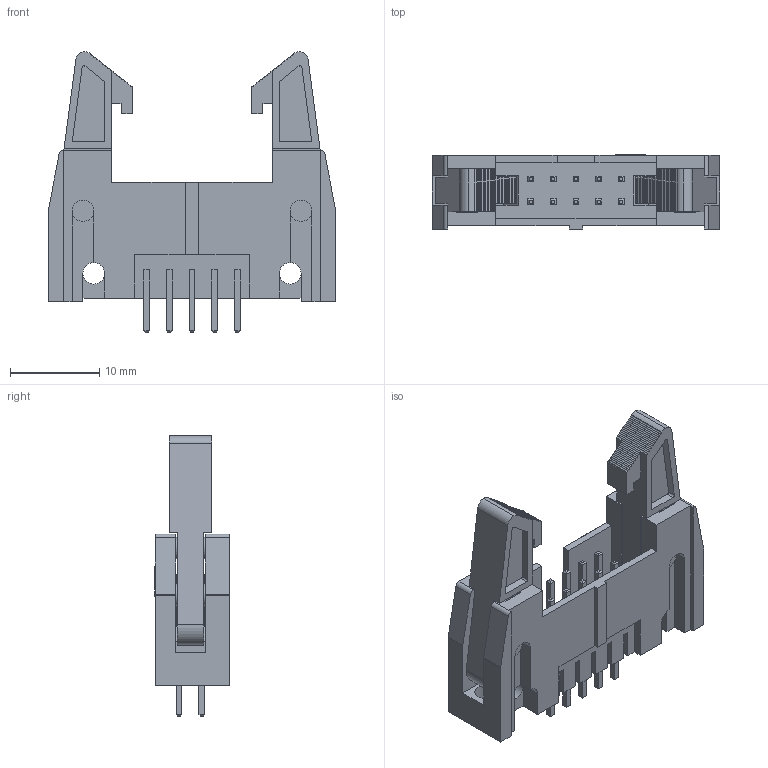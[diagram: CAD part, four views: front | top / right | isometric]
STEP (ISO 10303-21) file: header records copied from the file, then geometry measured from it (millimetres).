
FILE_DESCRIPTION(('STEP AP214'),'1');
FILE_NAME('43715.stp','2014-10-28T17:14:02',('TraceParts'),('TraceParts S.A.'),'XStep 1.0',' ',' ');
FILE_SCHEMA(('automotive_design'));
Length unit declared in the file: millimetre
Products named in the file (13): Assem1|1;1; Assem1|2;2; Assem1|3;3
Bounding box: 32.2 x 8.35 x 31.4 mm (x, y, z)
Volume: 2744.7 mm3; surface area: 4275.5 mm2
Topology: 13 solids, 13 shells, 564 faces, 1550 edges, 1006 vertices
Faces by surface type: plane 372, cylinder 173, bspline 19
Entity records: 19333 total; most frequent: CARTESIAN_POINT 4622, ORIENTED_EDGE 3100, DIRECTION 2948, EDGE_CURVE 1550, LINE 1116, VECTOR 1116, VERTEX_POINT 1006, AXIS2_PLACEMENT_3D 916
